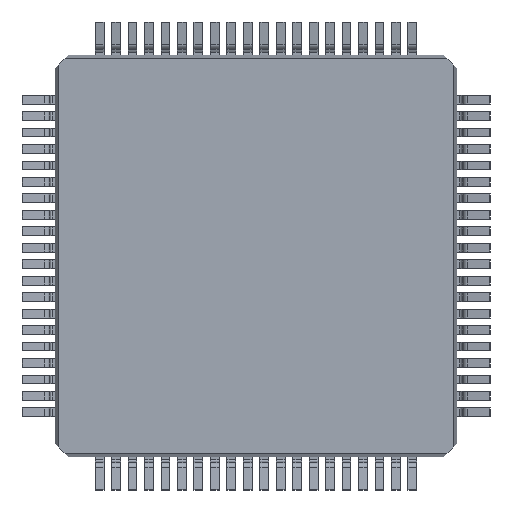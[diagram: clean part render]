
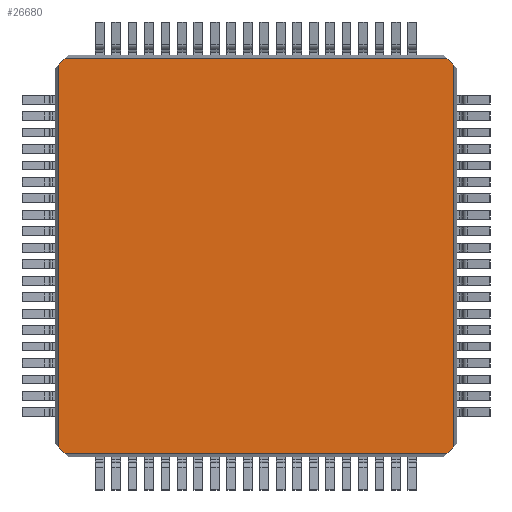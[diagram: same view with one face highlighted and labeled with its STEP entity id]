
A CAD part, front view. The second image highlights one B-rep face of the part: STEP entity #26680.
In plain terms, the highlighted planar face has unit normal (0, -1, 0).
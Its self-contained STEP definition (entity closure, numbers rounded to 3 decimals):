
#1819=PLANE('',#28098);
#3014=FACE_OUTER_BOUND('',#4548,.T.);
#4548=EDGE_LOOP('',(#20363,#20364,#20365,#20366,#20367,#20368,#20369,#20370));
#6259=LINE('',#42529,#9111);
#6260=LINE('',#42532,#9112);
#6266=LINE('',#42543,#9118);
#6267=LINE('',#42545,#9119);
#6268=LINE('',#42547,#9120);
#6269=LINE('',#42549,#9121);
#6270=LINE('',#42551,#9122);
#6271=LINE('',#42552,#9123);
#9111=VECTOR('',#30825,10.);
#9112=VECTOR('',#30828,10.);
#9118=VECTOR('',#30836,10.);
#9119=VECTOR('',#30837,10.);
#9120=VECTOR('',#30838,10.);
#9121=VECTOR('',#30839,10.);
#9122=VECTOR('',#30840,10.);
#9123=VECTOR('',#30841,10.);
#12252=VERTEX_POINT('',#42522);
#12255=VERTEX_POINT('',#42527);
#12256=VERTEX_POINT('',#42531);
#12260=VERTEX_POINT('',#42542);
#12261=VERTEX_POINT('',#42544);
#12262=VERTEX_POINT('',#42546);
#12263=VERTEX_POINT('',#42548);
#12264=VERTEX_POINT('',#42550);
#15281=EDGE_CURVE('',#12255,#12252,#6259,.T.);
#15282=EDGE_CURVE('',#12252,#12256,#6260,.T.);
#15288=EDGE_CURVE('',#12260,#12255,#6266,.T.);
#15289=EDGE_CURVE('',#12261,#12260,#6267,.T.);
#15290=EDGE_CURVE('',#12262,#12261,#6268,.T.);
#15291=EDGE_CURVE('',#12263,#12262,#6269,.T.);
#15292=EDGE_CURVE('',#12264,#12263,#6270,.T.);
#15293=EDGE_CURVE('',#12256,#12264,#6271,.T.);
#20363=ORIENTED_EDGE('',*,*,#15281,.F.);
#20364=ORIENTED_EDGE('',*,*,#15288,.F.);
#20365=ORIENTED_EDGE('',*,*,#15289,.F.);
#20366=ORIENTED_EDGE('',*,*,#15290,.F.);
#20367=ORIENTED_EDGE('',*,*,#15291,.F.);
#20368=ORIENTED_EDGE('',*,*,#15292,.F.);
#20369=ORIENTED_EDGE('',*,*,#15293,.F.);
#20370=ORIENTED_EDGE('',*,*,#15282,.F.);
#26680=ADVANCED_FACE('',(#3014),#1819,.F.);
#28098=AXIS2_PLACEMENT_3D('',#42541,#30834,#30835);
#30825=DIRECTION('',(0.,0.,-1.));
#30828=DIRECTION('',(-0.707,0.,-0.707));
#30834=DIRECTION('center_axis',(0.,1.,0.));
#30835=DIRECTION('ref_axis',(1.,0.,0.));
#30836=DIRECTION('',(0.707,0.,-0.707));
#30837=DIRECTION('',(1.,0.,0.));
#30838=DIRECTION('',(0.707,0.,0.707));
#30839=DIRECTION('',(0.,0.,1.));
#30840=DIRECTION('',(-0.707,0.,0.707));
#30841=DIRECTION('',(-1.,0.,0.));
#42522=CARTESIAN_POINT('',(6.,0.,-5.8));
#42527=CARTESIAN_POINT('',(6.,0.,5.8));
#42529=CARTESIAN_POINT('',(6.,0.,3.05));
#42531=CARTESIAN_POINT('',(5.8,0.,-6.));
#42532=CARTESIAN_POINT('',(5.9,0.,-5.9));
#42541=CARTESIAN_POINT('Origin',(0.,0.,0.));
#42542=CARTESIAN_POINT('',(5.8,0.,6.));
#42543=CARTESIAN_POINT('',(5.9,0.,5.9));
#42544=CARTESIAN_POINT('',(-5.8,0.,6.));
#42545=CARTESIAN_POINT('',(-3.05,0.,6.));
#42546=CARTESIAN_POINT('',(-6.,0.,5.8));
#42547=CARTESIAN_POINT('',(-5.9,0.,5.9));
#42548=CARTESIAN_POINT('',(-6.,0.,-5.8));
#42549=CARTESIAN_POINT('',(-6.,0.,-3.05));
#42550=CARTESIAN_POINT('',(-5.8,0.,-6.));
#42551=CARTESIAN_POINT('',(-5.9,0.,-5.9));
#42552=CARTESIAN_POINT('',(3.05,0.,-6.));
